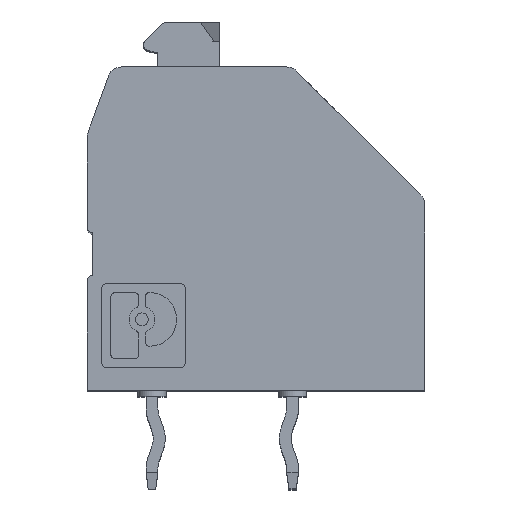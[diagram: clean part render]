
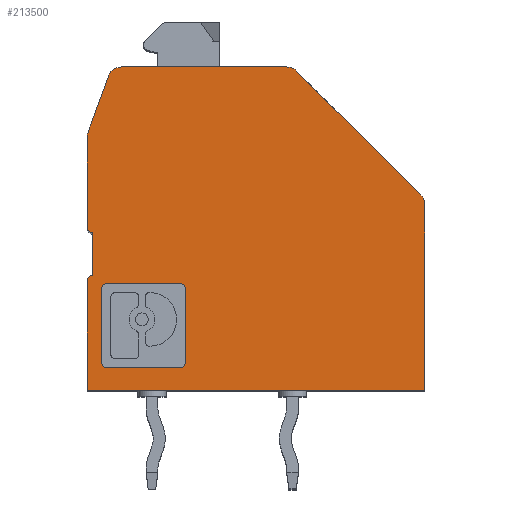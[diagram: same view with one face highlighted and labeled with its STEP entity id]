
A CAD part, top view. The second image highlights one B-rep face of the part: STEP entity #213500.
In plain terms, the highlighted planar face has unit normal (0, 0, 1).
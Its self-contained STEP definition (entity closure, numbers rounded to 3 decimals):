
#9320=CARTESIAN_POINT('',(11.439,0.,16.93));
#9330=DIRECTION('',(0.,0.,1.));
#9340=DIRECTION('',(1.,0.,0.));
#9350=AXIS2_PLACEMENT_3D('',#9320,#9330,#9340);
#9360=PLANE('',#9350);
#30390=CARTESIAN_POINT('',(0.754,11.171,16.93));
#30400=VERTEX_POINT('',#30390);
#30430=CARTESIAN_POINT('',(-3.312,0.,16.93));
#30440=DIRECTION('',(0.342,0.94,0.));
#30450=VECTOR('',#30440,1.);
#30460=LINE('',#30430,#30450);
#30470=CARTESIAN_POINT('',(0.03,9.183,16.93));
#30480=VERTEX_POINT('',#30470);
#30490=EDGE_CURVE('',#30480,#30400,#30460,.T.);
#77920=CARTESIAN_POINT('',(0.,11.5,16.93));
#77930=DIRECTION('',(1.,0.,0.));
#77940=VECTOR('',#77930,1.);
#77950=LINE('',#77920,#77940);
#77960=CARTESIAN_POINT('',(1.224,11.5,16.93));
#77970=VERTEX_POINT('',#77960);
#77980=CARTESIAN_POINT('',(7.093,11.5,16.93));
#77990=VERTEX_POINT('',#77980);
#78000=EDGE_CURVE('',#77970,#77990,#77950,.T.);
#113170=CARTESIAN_POINT('',(7.446,11.354,16.93));
#113180=VERTEX_POINT('',#113170);
#113210=CARTESIAN_POINT('',(7.093,11.,16.93));
#113220=DIRECTION('',(0.,0.,-1.));
#113230=DIRECTION('',(-1.,0.,0.));
#113240=AXIS2_PLACEMENT_3D('',#113210,#113220,#113230);
#113250=CIRCLE('',#113240,0.5);
#113260=EDGE_CURVE('',#77990,#113180,#113250,.T.);
#113440=CARTESIAN_POINT('',(11.5,6.593,16.93));
#113450=DIRECTION('',(0.,0.,1.));
#113460=DIRECTION('',(1.,0.,0.));
#113470=AXIS2_PLACEMENT_3D('',#113440,#113450,#113460);
#113480=CIRCLE('',#113470,0.5);
#113490=CARTESIAN_POINT('',(12.,6.593,16.93));
#113500=VERTEX_POINT('',#113490);
#113510=CARTESIAN_POINT('',(11.854,6.946,16.93));
#113520=VERTEX_POINT('',#113510);
#113530=EDGE_CURVE('',#113500,#113520,#113480,.T.);
#113850=CARTESIAN_POINT('',(1.224,11.,16.93));
#113860=DIRECTION('',(0.,0.,1.));
#113870=DIRECTION('',(1.,0.,0.));
#113880=AXIS2_PLACEMENT_3D('',#113850,#113860,#113870);
#113890=CIRCLE('',#113880,0.5);
#113900=EDGE_CURVE('',#77970,#30400,#113890,.T.);
#114320=CARTESIAN_POINT('',(0.5,9.012,16.93));
#114330=DIRECTION('',(0.,0.,1.));
#114340=DIRECTION('',(1.,0.,0.));
#114350=AXIS2_PLACEMENT_3D('',#114320,#114330,#114340);
#114360=CIRCLE('',#114350,0.5);
#114370=CARTESIAN_POINT('',(0.,9.012,16.93));
#114380=VERTEX_POINT('',#114370);
#114390=EDGE_CURVE('',#30480,#114380,#114360,.T.);
#114660=CARTESIAN_POINT('',(0.,0.,16.93));
#114670=DIRECTION('',(0.,1.,0.));
#114680=VECTOR('',#114670,1.);
#114690=LINE('',#114660,#114680);
#114700=CARTESIAN_POINT('',(0.,5.8,16.93));
#114710=VERTEX_POINT('',#114700);
#114720=EDGE_CURVE('',#114710,#114380,#114690,.T.);
#114990=CARTESIAN_POINT('',(0.2,4.1,16.93));
#115000=VERTEX_POINT('',#114990);
#115080=CARTESIAN_POINT('',(0.2,5.6,16.93));
#115090=VERTEX_POINT('',#115080);
#115120=CARTESIAN_POINT('',(0.2,0.,16.93));
#115130=DIRECTION('',(0.,1.,0.));
#115140=VECTOR('',#115130,1.);
#115150=LINE('',#115120,#115140);
#115160=EDGE_CURVE('',#115000,#115090,#115150,.T.);
#115330=CARTESIAN_POINT('',(0.2,5.8,16.93));
#115340=DIRECTION('',(0.,0.,-1.));
#115350=DIRECTION('',(-1.,0.,0.));
#115360=AXIS2_PLACEMENT_3D('',#115330,#115340,#115350);
#115370=CIRCLE('',#115360,0.2);
#115380=EDGE_CURVE('',#115090,#114710,#115370,.T.);
#116610=CARTESIAN_POINT('',(12.,0.,16.93));
#116620=VERTEX_POINT('',#116610);
#117090=CARTESIAN_POINT('',(0.,0.,16.93));
#117100=VERTEX_POINT('',#117090);
#117130=CARTESIAN_POINT('',(0.,0.,16.93));
#117140=DIRECTION('',(-1.,0.,0.));
#117150=VECTOR('',#117140,1.);
#117160=LINE('',#117130,#117150);
#117170=EDGE_CURVE('',#116620,#117100,#117160,.T.);
#129410=CARTESIAN_POINT('',(0.,0.,16.93));
#129420=DIRECTION('',(0.,1.,0.));
#129430=VECTOR('',#129420,1.);
#129440=LINE('',#129410,#129430);
#129450=CARTESIAN_POINT('',(0.,3.9,16.93));
#129460=VERTEX_POINT('',#129450);
#129470=EDGE_CURVE('',#117100,#129460,#129440,.T.);
#155630=CARTESIAN_POINT('',(12.,0.,16.93));
#155640=DIRECTION('',(0.,-1.,0.));
#155650=VECTOR('',#155640,1.);
#155660=LINE('',#155630,#155650);
#155670=EDGE_CURVE('',#113500,#116620,#155660,.T.);
#167570=CARTESIAN_POINT('',(0.2,3.9,16.93));
#167580=DIRECTION('',(0.,0.,1.));
#167590=DIRECTION('',(1.,0.,0.));
#167600=AXIS2_PLACEMENT_3D('',#167570,#167580,#167590);
#167610=CIRCLE('',#167600,0.2);
#167620=EDGE_CURVE('',#115000,#129460,#167610,.T.);
#169360=CARTESIAN_POINT('',(0.,18.8,16.93));
#169370=DIRECTION('',(0.707,-0.707,0.));
#169380=VECTOR('',#169370,1.);
#169390=LINE('',#169360,#169380);
#169400=EDGE_CURVE('',#113180,#113520,#169390,.T.);
#212640=ORIENTED_EDGE('',*,*,#129470,.F.);
#212650=ORIENTED_EDGE('',*,*,#167620,.T.);
#212660=ORIENTED_EDGE('',*,*,#115160,.F.);
#212670=ORIENTED_EDGE('',*,*,#115380,.F.);
#212680=ORIENTED_EDGE('',*,*,#114720,.F.);
#212690=ORIENTED_EDGE('',*,*,#114390,.T.);
#212700=ORIENTED_EDGE('',*,*,#30490,.F.);
#212710=ORIENTED_EDGE('',*,*,#113900,.T.);
#212720=ORIENTED_EDGE('',*,*,#78000,.F.);
#212730=ORIENTED_EDGE('',*,*,#113260,.F.);
#212740=ORIENTED_EDGE('',*,*,#169400,.F.);
#212750=ORIENTED_EDGE('',*,*,#113530,.T.);
#212760=ORIENTED_EDGE('',*,*,#155670,.F.);
#212770=ORIENTED_EDGE('',*,*,#117170,.F.);
#212780=EDGE_LOOP('',(#212770,#212760,#212750,#212740,#212730,#212720,
#212710,#212700,#212690,#212680,#212670,#212660,#212650,#212640));
#212790=FACE_OUTER_BOUND('',#212780,.T.);
#212800=CARTESIAN_POINT('',(0.,0.8,16.93));
#212810=DIRECTION('',(1.,0.,0.));
#212820=VECTOR('',#212810,1.);
#212830=LINE('',#212800,#212820);
#212840=CARTESIAN_POINT('',(0.711,0.8,16.93));
#212850=VERTEX_POINT('',#212840);
#212860=CARTESIAN_POINT('',(3.289,0.8,16.93));
#212870=VERTEX_POINT('',#212860);
#212880=EDGE_CURVE('',#212850,#212870,#212830,.T.);
#212890=ORIENTED_EDGE('',*,*,#212880,.F.);
#212900=CARTESIAN_POINT('',(3.289,1.011,16.93));
#212910=DIRECTION('',(0.,0.,1.));
#212920=DIRECTION('',(1.,0.,0.));
#212930=AXIS2_PLACEMENT_3D('',#212900,#212910,#212920);
#212940=CIRCLE('',#212930,0.211);
#212950=CARTESIAN_POINT('',(3.5,1.011,16.93));
#212960=VERTEX_POINT('',#212950);
#212970=EDGE_CURVE('',#212870,#212960,#212940,.T.);
#212980=ORIENTED_EDGE('',*,*,#212970,.F.);
#212990=CARTESIAN_POINT('',(3.5,0.,16.93));
#213000=DIRECTION('',(0.,1.,0.));
#213010=VECTOR('',#213000,1.);
#213020=LINE('',#212990,#213010);
#213030=CARTESIAN_POINT('',(3.5,3.589,16.93));
#213040=VERTEX_POINT('',#213030);
#213050=EDGE_CURVE('',#212960,#213040,#213020,.T.);
#213060=ORIENTED_EDGE('',*,*,#213050,.F.);
#213070=CARTESIAN_POINT('',(3.289,3.589,16.93));
#213080=DIRECTION('',(0.,0.,1.));
#213090=DIRECTION('',(1.,0.,0.));
#213100=AXIS2_PLACEMENT_3D('',#213070,#213080,#213090);
#213110=CIRCLE('',#213100,0.211);
#213120=CARTESIAN_POINT('',(3.289,3.8,16.93));
#213130=VERTEX_POINT('',#213120);
#213140=EDGE_CURVE('',#213040,#213130,#213110,.T.);
#213150=ORIENTED_EDGE('',*,*,#213140,.F.);
#213160=CARTESIAN_POINT('',(0.,3.8,16.93));
#213170=DIRECTION('',(-1.,0.,0.));
#213180=VECTOR('',#213170,1.);
#213190=LINE('',#213160,#213180);
#213200=CARTESIAN_POINT('',(0.711,3.8,16.93));
#213210=VERTEX_POINT('',#213200);
#213220=EDGE_CURVE('',#213130,#213210,#213190,.T.);
#213230=ORIENTED_EDGE('',*,*,#213220,.F.);
#213240=CARTESIAN_POINT('',(0.711,3.589,16.93));
#213250=DIRECTION('',(0.,0.,1.));
#213260=DIRECTION('',(1.,0.,0.));
#213270=AXIS2_PLACEMENT_3D('',#213240,#213250,#213260);
#213280=CIRCLE('',#213270,0.211);
#213290=CARTESIAN_POINT('',(0.5,3.589,16.93));
#213300=VERTEX_POINT('',#213290);
#213310=EDGE_CURVE('',#213210,#213300,#213280,.T.);
#213320=ORIENTED_EDGE('',*,*,#213310,.F.);
#213330=CARTESIAN_POINT('',(0.5,0.,16.93));
#213340=DIRECTION('',(0.,-1.,0.));
#213350=VECTOR('',#213340,1.);
#213360=LINE('',#213330,#213350);
#213370=CARTESIAN_POINT('',(0.5,1.011,16.93));
#213380=VERTEX_POINT('',#213370);
#213390=EDGE_CURVE('',#213300,#213380,#213360,.T.);
#213400=ORIENTED_EDGE('',*,*,#213390,.F.);
#213410=CARTESIAN_POINT('',(0.711,1.011,16.93));
#213420=DIRECTION('',(0.,0.,1.));
#213430=DIRECTION('',(1.,0.,0.));
#213440=AXIS2_PLACEMENT_3D('',#213410,#213420,#213430);
#213450=CIRCLE('',#213440,0.211);
#213460=EDGE_CURVE('',#213380,#212850,#213450,.T.);
#213470=ORIENTED_EDGE('',*,*,#213460,.F.);
#213480=EDGE_LOOP('',(#213470,#213400,#213320,#213230,#213150,#213060,
#212980,#212890));
#213490=FACE_BOUND('',#213480,.T.);
#213500=ADVANCED_FACE('',(#212790,#213490),#9360,.T.);
